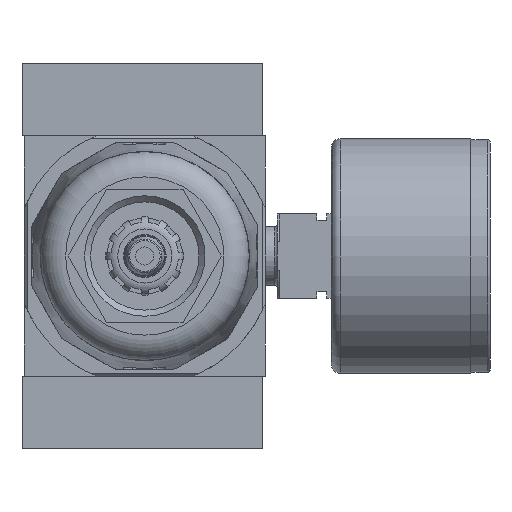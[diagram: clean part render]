
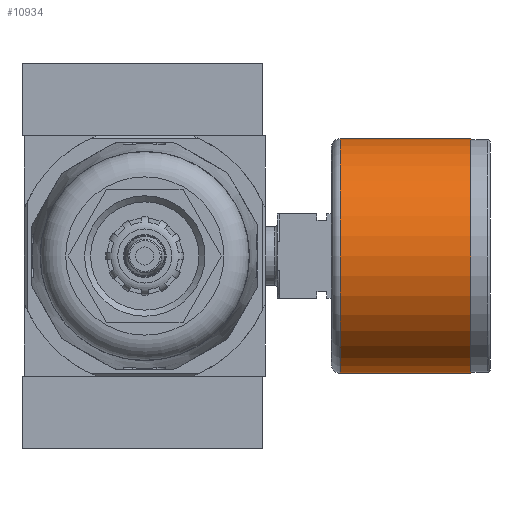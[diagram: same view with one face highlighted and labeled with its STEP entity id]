
A CAD part, front view. The second image highlights one B-rep face of the part: STEP entity #10934.
In plain terms, the highlighted cylindrical face has radius 19.5 mm (diameter 39 mm), a full revolution.
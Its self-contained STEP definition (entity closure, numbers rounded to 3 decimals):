
#212=CYLINDRICAL_SURFACE('',#11804,19.5);
#3485=ORIENTED_EDGE('',*,*,#5246,.F.);
#3486=ORIENTED_EDGE('',*,*,#5247,.T.);
#5246=EDGE_CURVE('',#6268,#6268,#6875,.T.);
#5247=EDGE_CURVE('',#6269,#6269,#6876,.T.);
#6268=VERTEX_POINT('',#17141);
#6269=VERTEX_POINT('',#17144);
#6875=CIRCLE('',#11803,19.5);
#6876=CIRCLE('',#11805,19.5);
#7457=EDGE_LOOP('',(#3485));
#7458=EDGE_LOOP('',(#3486));
#8183=FACE_BOUND('',#7457,.T.);
#8184=FACE_BOUND('',#7458,.T.);
#10934=ADVANCED_FACE('',(#8183,#8184),#212,.T.);
#11803=AXIS2_PLACEMENT_3D('',#17140,#13812,#13813);
#11804=AXIS2_PLACEMENT_3D('',#17142,#13814,#13815);
#11805=AXIS2_PLACEMENT_3D('',#17143,#13816,#13817);
#13812=DIRECTION('',(1.,0.,0.));
#13813=DIRECTION('',(0.,0.,-1.));
#13814=DIRECTION('',(1.,0.,0.));
#13815=DIRECTION('',(0.,0.,-1.));
#13816=DIRECTION('',(1.,0.,0.));
#13817=DIRECTION('',(0.,0.,-1.));
#17140=CARTESIAN_POINT('',(-3.2,0.,0.));
#17141=CARTESIAN_POINT('',(-3.2,0.,-19.5));
#17142=CARTESIAN_POINT('',(0.,0.,0.));
#17143=CARTESIAN_POINT('',(-24.85,0.,0.));
#17144=CARTESIAN_POINT('',(-24.85,0.,-19.5));
